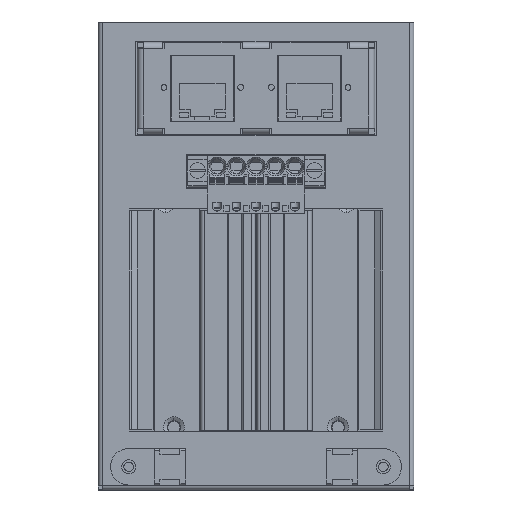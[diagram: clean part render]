
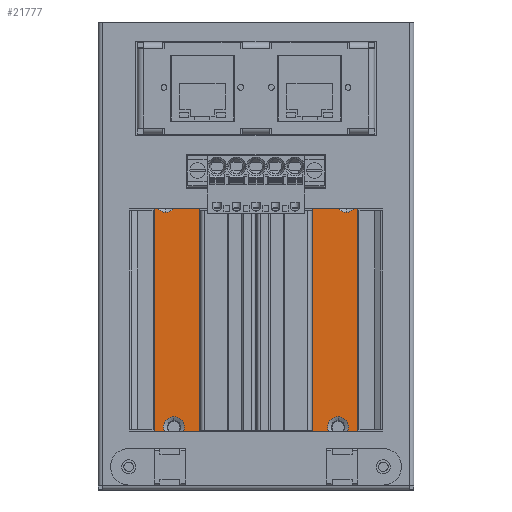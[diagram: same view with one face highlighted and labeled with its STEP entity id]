
A CAD part, top view. The second image highlights one B-rep face of the part: STEP entity #21777.
In plain terms, the highlighted face is planar.
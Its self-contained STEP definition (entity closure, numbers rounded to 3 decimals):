
#859 = CARTESIAN_POINT ( 'NONE',  ( 14.85, 2., 29.85 ) ) ;
#1145 = CARTESIAN_POINT ( 'NONE',  ( -21.4, 2., 31.55 ) ) ;
#1934 = EDGE_CURVE ( 'NONE', #60649, #56547, #35081, .T. ) ;
#3855 = DIRECTION ( 'NONE',  ( 0., 1., 0. ) ) ;
#4849 = VERTEX_POINT ( 'NONE', #1145 ) ;
#8550 = LINE ( 'NONE', #48785, #80914 ) ;
#9835 = LINE ( 'NONE', #21025, #39284 ) ;
#11124 = CARTESIAN_POINT ( 'NONE',  ( -21.4, 2., 26.05 ) ) ;
#11800 = AXIS2_PLACEMENT_3D ( 'NONE', #24977, #13130, #54018 ) ;
#11967 = ORIENTED_EDGE ( 'NONE', *, *, #70557, .F. ) ;
#12141 = FACE_BOUND ( 'NONE', #50593, .T. ) ;
#12548 = ORIENTED_EDGE ( 'NONE', *, *, #32137, .F. ) ;
#12970 = CIRCLE ( 'NONE', #65684, 2.75 ) ;
#13130 = DIRECTION ( 'NONE',  ( 0., 1., 0. ) ) ;
#13245 = DIRECTION ( 'NONE',  ( 0., 0., 1. ) ) ;
#13839 = CARTESIAN_POINT ( 'NONE',  ( 26.55, 2., -33. ) ) ;
#13934 = CARTESIAN_POINT ( 'NONE',  ( -26.55, 2., -33. ) ) ;
#14803 = EDGE_CURVE ( 'NONE', #30600, #18145, #49835, .T. ) ;
#18145 = VERTEX_POINT ( 'NONE', #95399 ) ;
#19376 = CARTESIAN_POINT ( 'NONE',  ( -26.55, 2., 33. ) ) ;
#20226 = CIRCLE ( 'NONE', #91730, 2.75 ) ;
#20891 = EDGE_CURVE ( 'NONE', #43952, #104220, #100809, .T. ) ;
#21009 = DIRECTION ( 'NONE',  ( 0., 0., 1. ) ) ;
#21025 = CARTESIAN_POINT ( 'NONE',  ( -14.85, 2., 29.85 ) ) ;
#21238 = DIRECTION ( 'NONE',  ( 0., 0., 1. ) ) ;
#21777 = ADVANCED_FACE ( 'NONE', ( #22695, #12141, #53037, #112371, #32611, #82683 ), #72791, .T. ) ;
#22695 = FACE_BOUND ( 'NONE', #80163, .T. ) ;
#23194 = LINE ( 'NONE', #13934, #49593 ) ;
#24177 = VERTEX_POINT ( 'NONE', #25348 ) ;
#24977 = CARTESIAN_POINT ( 'NONE',  ( 21.4, 2., 28.8 ) ) ;
#25348 = CARTESIAN_POINT ( 'NONE',  ( -14.85, 2., 29.85 ) ) ;
#26281 = EDGE_CURVE ( 'NONE', #24177, #43952, #9835, .T. ) ;
#29334 = EDGE_LOOP ( 'NONE', ( #87884, #108175, #113637, #103166 ) ) ;
#30600 = VERTEX_POINT ( 'NONE', #73179 ) ;
#30669 = VECTOR ( 'NONE', #89848, 1000. ) ;
#30958 = DIRECTION ( 'NONE',  ( 0., 0., 1. ) ) ;
#32137 = EDGE_CURVE ( 'NONE', #18145, #30600, #106740, .T. ) ;
#32611 = FACE_OUTER_BOUND ( 'NONE', #29334, .T. ) ;
#33259 = DIRECTION ( 'NONE',  ( 0., 1., 0. ) ) ;
#34115 = EDGE_LOOP ( 'NONE', ( #130078, #127924 ) ) ;
#34488 = ORIENTED_EDGE ( 'NONE', *, *, #42032, .F. ) ;
#35081 = CIRCLE ( 'NONE', #108777, 2.75 ) ;
#35961 = EDGE_CURVE ( 'NONE', #106187, #24177, #113268, .T. ) ;
#36823 = AXIS2_PLACEMENT_3D ( 'NONE', #93222, #33259, #51103 ) ;
#37226 = CARTESIAN_POINT ( 'NONE',  ( 23.55, 2., -32.75 ) ) ;
#38279 = DIRECTION ( 'NONE',  ( 0., 0., -1. ) ) ;
#38526 = DIRECTION ( 'NONE',  ( 1., 0., 0. ) ) ;
#39055 = ORIENTED_EDGE ( 'NONE', *, *, #20891, .F. ) ;
#39284 = VECTOR ( 'NONE', #102090, 1000. ) ;
#39576 = CARTESIAN_POINT ( 'NONE',  ( 14.85, 2., -28.15 ) ) ;
#39598 = DIRECTION ( 'NONE',  ( 0., 1., 0. ) ) ;
#41059 = DIRECTION ( 'NONE',  ( 0., 1., 0. ) ) ;
#41705 = CARTESIAN_POINT ( 'NONE',  ( -21.4, 2., 28.8 ) ) ;
#42032 = EDGE_CURVE ( 'NONE', #4849, #125934, #56204, .T. ) ;
#42467 = AXIS2_PLACEMENT_3D ( 'NONE', #104065, #3855, #115912 ) ;
#43952 = VERTEX_POINT ( 'NONE', #859 ) ;
#44563 = DIRECTION ( 'NONE',  ( 0., 0., 1. ) ) ;
#45539 = VERTEX_POINT ( 'NONE', #13839 ) ;
#46752 = CARTESIAN_POINT ( 'NONE',  ( 26.55, 2., 33. ) ) ;
#48785 = CARTESIAN_POINT ( 'NONE',  ( -14.85, 2., -28.15 ) ) ;
#49593 = VECTOR ( 'NONE', #53547, 1000. ) ;
#49676 = CARTESIAN_POINT ( 'NONE',  ( 26.55, 2., -33. ) ) ;
#49835 = CIRCLE ( 'NONE', #51910, 2.75 ) ;
#50593 = EDGE_LOOP ( 'NONE', ( #34488, #11967 ) ) ;
#51103 = DIRECTION ( 'NONE',  ( 0., 0., 1. ) ) ;
#51910 = AXIS2_PLACEMENT_3D ( 'NONE', #82489, #61424, #13245 ) ;
#53037 = FACE_BOUND ( 'NONE', #34115, .T. ) ;
#53547 = DIRECTION ( 'NONE',  ( -1., 0., 0. ) ) ;
#53806 = DIRECTION ( 'NONE',  ( 0., 1., 0. ) ) ;
#54018 = DIRECTION ( 'NONE',  ( 0., 0., 1. ) ) ;
#56204 = CIRCLE ( 'NONE', #115105, 2.75 ) ;
#56547 = VERTEX_POINT ( 'NONE', #37226 ) ;
#56877 = VECTOR ( 'NONE', #102721, 1000. ) ;
#57290 = CARTESIAN_POINT ( 'NONE',  ( 23.55, 2., -27.25 ) ) ;
#59559 = LINE ( 'NONE', #49676, #30669 ) ;
#60114 = EDGE_LOOP ( 'NONE', ( #89153, #81164, #39055, #62374 ) ) ;
#60583 = DIRECTION ( 'NONE',  ( 0., 1., 0. ) ) ;
#60649 = VERTEX_POINT ( 'NONE', #57290 ) ;
#61424 = DIRECTION ( 'NONE',  ( 0., 1., 0. ) ) ;
#62374 = ORIENTED_EDGE ( 'NONE', *, *, #26281, .F. ) ;
#65684 = AXIS2_PLACEMENT_3D ( 'NONE', #79692, #60583, #21009 ) ;
#70557 = EDGE_CURVE ( 'NONE', #125934, #4849, #84458, .T. ) ;
#70679 = DIRECTION ( 'NONE',  ( 0., 1., 0. ) ) ;
#71731 = CARTESIAN_POINT ( 'NONE',  ( -14.85, 2., -28.15 ) ) ;
#72791 = PLANE ( 'NONE',  #36823 ) ;
#73179 = CARTESIAN_POINT ( 'NONE',  ( -23.55, 2., -32.75 ) ) ;
#76539 = EDGE_CURVE ( 'NONE', #45539, #128301, #23194, .T. ) ;
#76986 = EDGE_CURVE ( 'NONE', #124201, #99190, #102250, .T. ) ;
#77964 = EDGE_LOOP ( 'NONE', ( #86216, #101439 ) ) ;
#78196 = CARTESIAN_POINT ( 'NONE',  ( -26.55, 2., 33. ) ) ;
#79692 = CARTESIAN_POINT ( 'NONE',  ( 23.55, 2., -30. ) ) ;
#80163 = EDGE_LOOP ( 'NONE', ( #12548, #97625 ) ) ;
#80914 = VECTOR ( 'NONE', #129200, 1000. ) ;
#81164 = ORIENTED_EDGE ( 'NONE', *, *, #124932, .F. ) ;
#82486 = EDGE_CURVE ( 'NONE', #129895, #45539, #59559, .T. ) ;
#82489 = CARTESIAN_POINT ( 'NONE',  ( -23.55, 2., -30. ) ) ;
#82683 = FACE_BOUND ( 'NONE', #60114, .T. ) ;
#84458 = CIRCLE ( 'NONE', #42467, 2.75 ) ;
#85585 = VECTOR ( 'NONE', #38526, 1000. ) ;
#86216 = ORIENTED_EDGE ( 'NONE', *, *, #1934, .F. ) ;
#86356 = EDGE_CURVE ( 'NONE', #128301, #119078, #94307, .T. ) ;
#87005 = DIRECTION ( 'NONE',  ( 0., 0., 1. ) ) ;
#87884 = ORIENTED_EDGE ( 'NONE', *, *, #86356, .T. ) ;
#89153 = ORIENTED_EDGE ( 'NONE', *, *, #35961, .F. ) ;
#89848 = DIRECTION ( 'NONE',  ( 0., 0., -1. ) ) ;
#90304 = CARTESIAN_POINT ( 'NONE',  ( -23.55, 2., -30. ) ) ;
#90527 = LINE ( 'NONE', #19376, #85585 ) ;
#91730 = AXIS2_PLACEMENT_3D ( 'NONE', #103896, #53806, #44563 ) ;
#92466 = CARTESIAN_POINT ( 'NONE',  ( 21.4, 2., 31.55 ) ) ;
#93222 = CARTESIAN_POINT ( 'NONE',  ( 0., 2., 0. ) ) ;
#94307 = LINE ( 'NONE', #96244, #130350 ) ;
#95399 = CARTESIAN_POINT ( 'NONE',  ( -23.55, 2., -27.25 ) ) ;
#96244 = CARTESIAN_POINT ( 'NONE',  ( -26.55, 2., -33. ) ) ;
#97358 = CARTESIAN_POINT ( 'NONE',  ( 21.4, 2., 26.05 ) ) ;
#97625 = ORIENTED_EDGE ( 'NONE', *, *, #14803, .F. ) ;
#98541 = CARTESIAN_POINT ( 'NONE',  ( -14.85, 2., -28.15 ) ) ;
#99190 = VERTEX_POINT ( 'NONE', #92466 ) ;
#100337 = CARTESIAN_POINT ( 'NONE',  ( 23.55, 2., -30. ) ) ;
#100809 = LINE ( 'NONE', #39576, #118884 ) ;
#101009 = EDGE_CURVE ( 'NONE', #56547, #60649, #12970, .T. ) ;
#101439 = ORIENTED_EDGE ( 'NONE', *, *, #101009, .F. ) ;
#102090 = DIRECTION ( 'NONE',  ( 1., 0., 0. ) ) ;
#102250 = CIRCLE ( 'NONE', #11800, 2.75 ) ;
#102505 = AXIS2_PLACEMENT_3D ( 'NONE', #90304, #39598, #30958 ) ;
#102721 = DIRECTION ( 'NONE',  ( 0., 0., 1. ) ) ;
#103166 = ORIENTED_EDGE ( 'NONE', *, *, #76539, .T. ) ;
#103896 = CARTESIAN_POINT ( 'NONE',  ( 21.4, 2., 28.8 ) ) ;
#104065 = CARTESIAN_POINT ( 'NONE',  ( -21.4, 2., 28.8 ) ) ;
#104220 = VERTEX_POINT ( 'NONE', #114086 ) ;
#106187 = VERTEX_POINT ( 'NONE', #98541 ) ;
#106740 = CIRCLE ( 'NONE', #102505, 2.75 ) ;
#107235 = EDGE_CURVE ( 'NONE', #119078, #129895, #90527, .T. ) ;
#108175 = ORIENTED_EDGE ( 'NONE', *, *, #107235, .T. ) ;
#108777 = AXIS2_PLACEMENT_3D ( 'NONE', #100337, #41059, #120797 ) ;
#112201 = CARTESIAN_POINT ( 'NONE',  ( -26.55, 2., -33. ) ) ;
#112371 = FACE_BOUND ( 'NONE', #77964, .T. ) ;
#113268 = LINE ( 'NONE', #71731, #56877 ) ;
#113637 = ORIENTED_EDGE ( 'NONE', *, *, #82486, .T. ) ;
#114086 = CARTESIAN_POINT ( 'NONE',  ( 14.85, 2., -28.15 ) ) ;
#115105 = AXIS2_PLACEMENT_3D ( 'NONE', #41705, #70679, #21238 ) ;
#115912 = DIRECTION ( 'NONE',  ( 0., 0., 1. ) ) ;
#118884 = VECTOR ( 'NONE', #38279, 1000. ) ;
#119078 = VERTEX_POINT ( 'NONE', #78196 ) ;
#120797 = DIRECTION ( 'NONE',  ( 0., 0., 1. ) ) ;
#124201 = VERTEX_POINT ( 'NONE', #97358 ) ;
#124932 = EDGE_CURVE ( 'NONE', #104220, #106187, #8550, .T. ) ;
#125934 = VERTEX_POINT ( 'NONE', #11124 ) ;
#126465 = EDGE_CURVE ( 'NONE', #99190, #124201, #20226, .T. ) ;
#127924 = ORIENTED_EDGE ( 'NONE', *, *, #76986, .F. ) ;
#128301 = VERTEX_POINT ( 'NONE', #112201 ) ;
#129200 = DIRECTION ( 'NONE',  ( -1., 0., 0. ) ) ;
#129895 = VERTEX_POINT ( 'NONE', #46752 ) ;
#130078 = ORIENTED_EDGE ( 'NONE', *, *, #126465, .F. ) ;
#130350 = VECTOR ( 'NONE', #87005, 1000. ) ;
